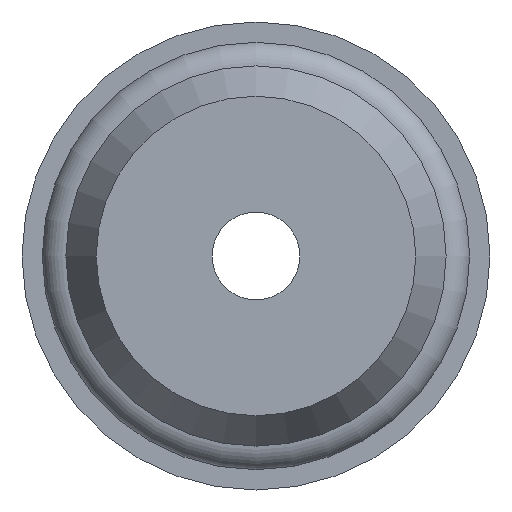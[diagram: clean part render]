
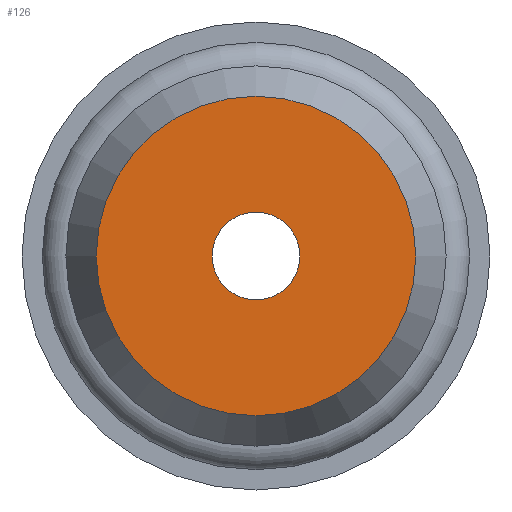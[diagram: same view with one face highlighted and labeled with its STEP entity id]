
A CAD part, front view. The second image highlights one B-rep face of the part: STEP entity #126.
In plain terms, the highlighted planar face has unit normal (0, -1, 0).
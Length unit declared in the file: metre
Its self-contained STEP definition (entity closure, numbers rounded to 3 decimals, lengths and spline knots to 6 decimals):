
#126 = ADVANCED_FACE( 'NONE', ( #283, #284 ), #285, .T. );
#283 = FACE_OUTER_BOUND( '', #458, .T. );
#284 = FACE_BOUND( '', #459, .T. );
#285 = PLANE( '', #460 );
#458 = EDGE_LOOP( '', ( #728 ) );
#459 = EDGE_LOOP( '', ( #729 ) );
#460 = AXIS2_PLACEMENT_3D( '', #730, #731, #732 );
#728 = ORIENTED_EDGE( '', *, *, #979, .T. );
#729 = ORIENTED_EDGE( '', *, *, #914, .F. );
#730 = CARTESIAN_POINT( '', ( 0., 0., 0. ) );
#731 = DIRECTION( '', ( 0., -1., 0. ) );
#732 = DIRECTION( '', ( 0., 0., -1. ) );
#914 = EDGE_CURVE( 'NONE', #1065, #1065, #1066, .T. );
#979 = EDGE_CURVE( 'NONE', #1162, #1162, #1163, .T. );
#1065 = VERTEX_POINT( '', #1289 );
#1066 = CIRCLE( '', #1290, 0.0015 );
#1162 = VERTEX_POINT( '', #1428 );
#1163 = CIRCLE( '', #1429, 0.005461 );
#1289 = CARTESIAN_POINT( '', ( 0., 0., -0.0015 ) );
#1290 = AXIS2_PLACEMENT_3D( '', #1548, #1549, #1550 );
#1428 = CARTESIAN_POINT( '', ( 0., 0., -0.005461 ) );
#1429 = AXIS2_PLACEMENT_3D( '', #1636, #1637, #1638 );
#1548 = CARTESIAN_POINT( '', ( 0., 0., 0. ) );
#1549 = DIRECTION( '', ( 0., -1., 0. ) );
#1550 = DIRECTION( '', ( 0., 0., -1. ) );
#1636 = CARTESIAN_POINT( '', ( 0., 0., 0. ) );
#1637 = DIRECTION( '', ( 0., -1., 0. ) );
#1638 = DIRECTION( '', ( 0., 0., -1. ) );
